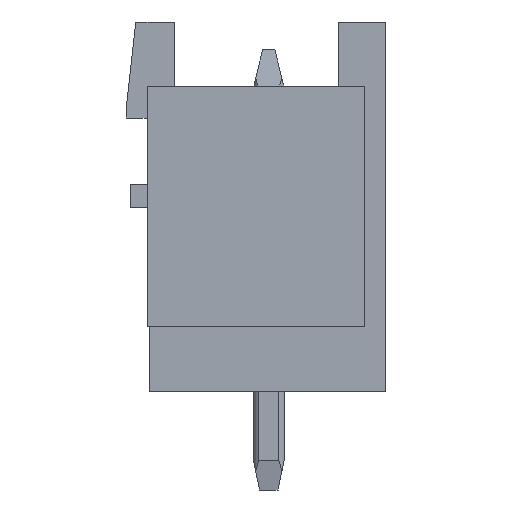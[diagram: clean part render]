
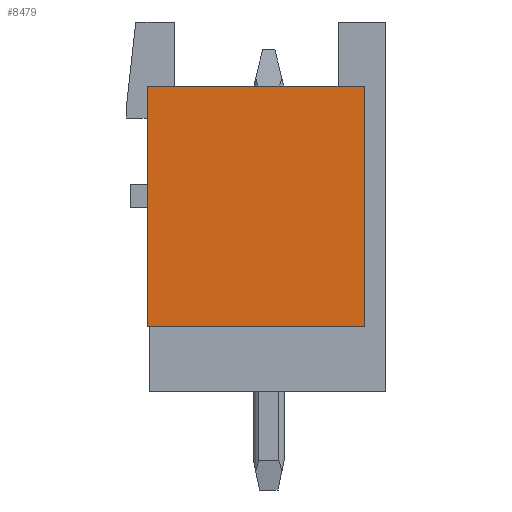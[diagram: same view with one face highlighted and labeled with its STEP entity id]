
A CAD part, left-side view. The second image highlights one B-rep face of the part: STEP entity #8479.
In plain terms, the highlighted planar face has unit normal (-1, 0, 0).
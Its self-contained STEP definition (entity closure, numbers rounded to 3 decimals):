
#8452=AXIS2_PLACEMENT_3D('Plane Axis2P3D',#8449,#8450,#8451) ;
#8427=CARTESIAN_POINT('Vertex',(0.,7.75,13.1)) ;
#8430=CARTESIAN_POINT('Line Origine',(0.,4.225,13.1)) ;
#8434=CARTESIAN_POINT('Vertex',(0.,0.7,13.1)) ;
#8449=CARTESIAN_POINT('Axis2P3D Location',(0.,7.75,5.3)) ;
#8454=CARTESIAN_POINT('Line Origine',(0.,7.75,9.2)) ;
#8458=CARTESIAN_POINT('Vertex',(0.,7.75,5.3)) ;
#8461=CARTESIAN_POINT('Line Origine',(0.,4.225,5.3)) ;
#8465=CARTESIAN_POINT('Vertex',(0.,0.7,5.3)) ;
#8468=CARTESIAN_POINT('Line Origine',(0.,0.7,9.2)) ;
#8431=DIRECTION('Vector Direction',(0.,-1.,0.)) ;
#8450=DIRECTION('Axis2P3D Direction',(1.,0.,0.)) ;
#8451=DIRECTION('Axis2P3D XDirection',(0.,0.,1.)) ;
#8455=DIRECTION('Vector Direction',(0.,0.,1.)) ;
#8462=DIRECTION('Vector Direction',(0.,-1.,0.)) ;
#8469=DIRECTION('Vector Direction',(0.,0.,1.)) ;
#8432=VECTOR('Line Direction',#8431,1.) ;
#8456=VECTOR('Line Direction',#8455,1.) ;
#8463=VECTOR('Line Direction',#8462,1.) ;
#8470=VECTOR('Line Direction',#8469,1.) ;
#8474=ORIENTED_EDGE('',*,*,#8436,.F.) ;
#8475=ORIENTED_EDGE('',*,*,#8460,.T.) ;
#8476=ORIENTED_EDGE('',*,*,#8467,.T.) ;
#8477=ORIENTED_EDGE('',*,*,#8472,.F.) ;
#8479=ADVANCED_FACE('HOUSING',(#8478),#8453,.F.) ;
#8436=EDGE_CURVE('',#8428,#8435,#8433,.T.) ;
#8460=EDGE_CURVE('',#8428,#8459,#8457,.F.) ;
#8467=EDGE_CURVE('',#8459,#8466,#8464,.T.) ;
#8472=EDGE_CURVE('',#8435,#8466,#8471,.F.) ;
#8473=EDGE_LOOP('',(#8474,#8475,#8476,#8477)) ;
#8478=FACE_OUTER_BOUND('',#8473,.T.) ;
#8433=LINE('Line',#8430,#8432) ;
#8457=LINE('Line',#8454,#8456) ;
#8464=LINE('Line',#8461,#8463) ;
#8471=LINE('Line',#8468,#8470) ;
#8453=PLANE('',#8452) ;
#8428=VERTEX_POINT('',#8427) ;
#8435=VERTEX_POINT('',#8434) ;
#8459=VERTEX_POINT('',#8458) ;
#8466=VERTEX_POINT('',#8465) ;
